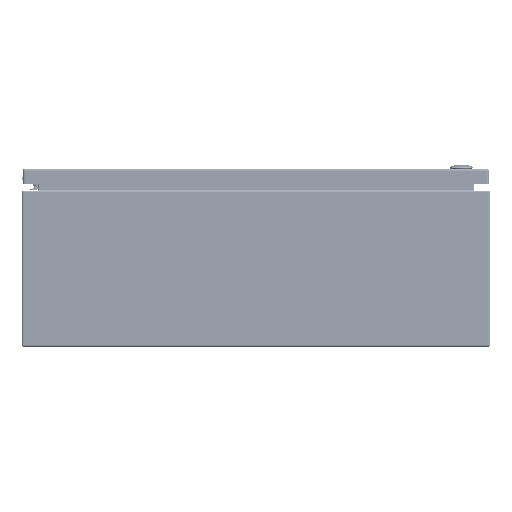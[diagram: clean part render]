
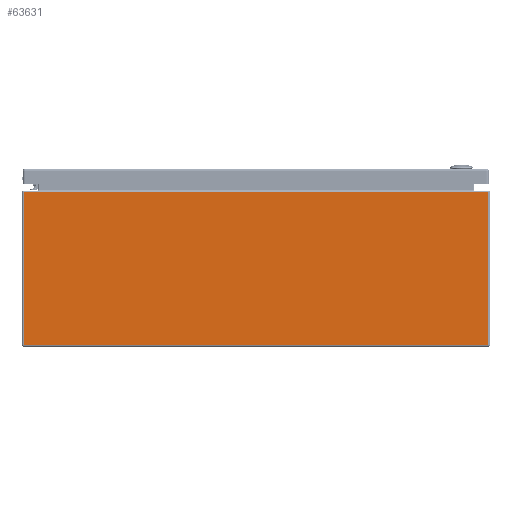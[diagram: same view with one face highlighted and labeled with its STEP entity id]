
A CAD part, front view. The second image highlights one B-rep face of the part: STEP entity #63631.
In plain terms, the highlighted planar face has unit normal (0, -1, 0).
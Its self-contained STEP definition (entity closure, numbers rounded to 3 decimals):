
#7301=LINE('',#85920,#11231);
#7307=LINE('',#85938,#11237);
#7312=LINE('',#85955,#11242);
#7313=LINE('',#85961,#11243);
#11231=VECTOR('',#72854,0.394);
#11237=VECTOR('',#72874,0.394);
#11242=VECTOR('',#72891,0.394);
#11243=VECTOR('',#72900,0.394);
#15966=FACE_OUTER_BOUND('',#19780,.T.);
#19780=EDGE_LOOP('',(#42216,#42217,#42218,#42219));
#25537=VERTEX_POINT('',#85911);
#25540=VERTEX_POINT('',#85918);
#25545=VERTEX_POINT('',#85937);
#25550=VERTEX_POINT('',#85951);
#32044=EDGE_CURVE('',#25540,#25537,#7301,.T.);
#32053=EDGE_CURVE('',#25537,#25545,#7307,.T.);
#32062=EDGE_CURVE('',#25545,#25550,#7312,.T.);
#32065=EDGE_CURVE('',#25540,#25550,#7313,.T.);
#42216=ORIENTED_EDGE('',*,*,#32044,.F.);
#42217=ORIENTED_EDGE('',*,*,#32065,.T.);
#42218=ORIENTED_EDGE('',*,*,#32062,.F.);
#42219=ORIENTED_EDGE('',*,*,#32053,.F.);
#62156=PLANE('',#68276);
#63631=ADVANCED_FACE('',(#15966),#62156,.F.);
#68276=AXIS2_PLACEMENT_3D('',#85960,#72898,#72899);
#72854=DIRECTION('',(0.,0.,1.));
#72874=DIRECTION('',(1.,0.,0.));
#72891=DIRECTION('',(0.,0.,-1.));
#72898=DIRECTION('center_axis',(0.,1.,0.));
#72899=DIRECTION('ref_axis',(0.,0.,1.));
#72900=DIRECTION('',(1.,0.,0.));
#85911=CARTESIAN_POINT('',(-11.916,-15.,7.916));
#85918=CARTESIAN_POINT('',(-11.916,-15.,0.084));
#85920=CARTESIAN_POINT('',(-11.916,-15.,7.916));
#85937=CARTESIAN_POINT('',(11.916,-15.,7.916));
#85938=CARTESIAN_POINT('',(-11.078,-15.,7.916));
#85951=CARTESIAN_POINT('',(11.916,-15.,0.084));
#85955=CARTESIAN_POINT('',(11.916,-15.,7.916));
#85960=CARTESIAN_POINT('Origin',(11.078,-15.,7.916));
#85961=CARTESIAN_POINT('',(0.,-15.,0.084));
